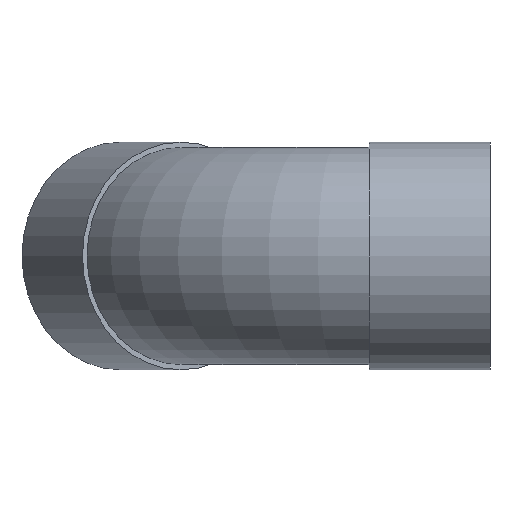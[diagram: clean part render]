
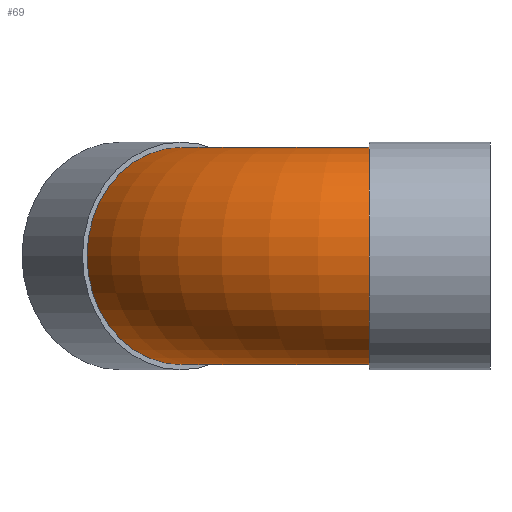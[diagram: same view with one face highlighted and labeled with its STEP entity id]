
A CAD part, left-side view. The second image highlights one B-rep face of the part: STEP entity #69.
In plain terms, the highlighted toroidal (fillet/blend) face has major radius 75 mm and minor radius 37.5 mm.
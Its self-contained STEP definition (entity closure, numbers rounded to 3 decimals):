
#69 = ADVANCED_FACE( '', ( #134, #135 ), #136, .T. );
#134 = FACE_OUTER_BOUND( '', #196, .T. );
#135 = FACE_OUTER_BOUND( '', #197, .T. );
#136 = TOROIDAL_SURFACE( '', #198, 75., 37.5 );
#196 = EDGE_LOOP( '', ( #256 ) );
#197 = EDGE_LOOP( '', ( #257 ) );
#198 = AXIS2_PLACEMENT_3D( '', #258, #259, #260 );
#256 = ORIENTED_EDGE( '', *, *, #310, .T. );
#257 = ORIENTED_EDGE( '', *, *, #304, .F. );
#258 = CARTESIAN_POINT( '', ( 75., 41.8, 0. ) );
#259 = DIRECTION( '', ( 0., 0., -1. ) );
#260 = DIRECTION( '', ( -1., 0., 0. ) );
#304 = EDGE_CURVE( '', #331, #331, #332, .T. );
#310 = EDGE_CURVE( '', #340, #340, #341, .T. );
#331 = VERTEX_POINT( '', #367 );
#332 = CIRCLE( '', #368, 37.5 );
#340 = VERTEX_POINT( '', #376 );
#341 = CIRCLE( '', #377, 37.5 );
#367 = CARTESIAN_POINT( '', ( 56.25, 74.276, 0. ) );
#368 = AXIS2_PLACEMENT_3D( '', #403, #404, #405 );
#376 = CARTESIAN_POINT( '', ( 37.5, 41.8, 0. ) );
#377 = AXIS2_PLACEMENT_3D( '', #412, #413, #414 );
#403 = CARTESIAN_POINT( '', ( 37.5, 106.752, 0. ) );
#404 = DIRECTION( '', ( 0.866, 0.5, 0. ) );
#405 = DIRECTION( '', ( 0.5, -0.866, 0. ) );
#412 = CARTESIAN_POINT( '', ( 0., 41.8, 0. ) );
#413 = DIRECTION( '', ( 0., 1., 0. ) );
#414 = DIRECTION( '', ( 1., 0., 0. ) );
